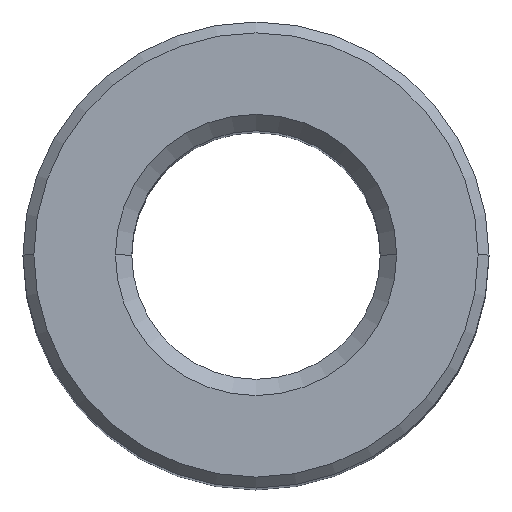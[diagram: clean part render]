
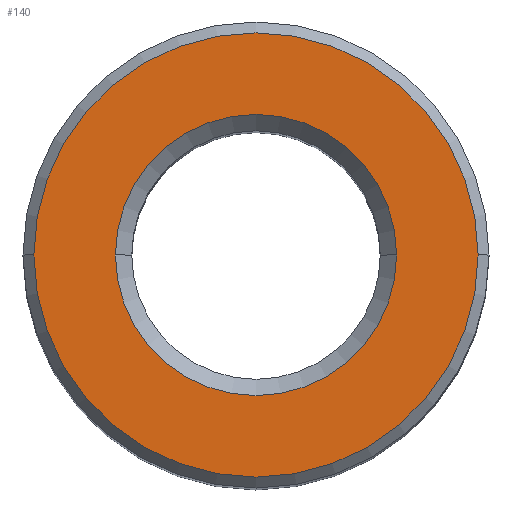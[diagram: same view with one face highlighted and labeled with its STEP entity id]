
A CAD part, top view. The second image highlights one B-rep face of the part: STEP entity #140.
In plain terms, the highlighted planar face has unit normal (0, 0, 1).
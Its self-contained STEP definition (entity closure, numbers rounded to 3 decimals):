
#37 = CIRCLE ( 'NONE', #419, 2.86 ) ;
#60 = CARTESIAN_POINT ( 'NONE',  ( 0., 0., 7.5 ) ) ;
#98 = VERTEX_POINT ( 'NONE', #209 ) ;
#118 = DIRECTION ( 'NONE',  ( 1., 0., 0. ) ) ;
#124 = CARTESIAN_POINT ( 'NONE',  ( 2.86, 0., 7.5 ) ) ;
#137 = CARTESIAN_POINT ( 'NONE',  ( 0., 0., 7.5 ) ) ;
#140 = ADVANCED_FACE ( 'NONE', ( #303, #436 ), #355, .T. ) ;
#147 = ORIENTED_EDGE ( 'NONE', *, *, #243, .T. ) ;
#155 = CARTESIAN_POINT ( 'NONE',  ( 0., 0., 7.5 ) ) ;
#167 = DIRECTION ( 'NONE',  ( 0., 0., 1. ) ) ;
#186 = DIRECTION ( 'NONE',  ( 1., 0., 0. ) ) ;
#190 = ORIENTED_EDGE ( 'NONE', *, *, #435, .T. ) ;
#191 = CARTESIAN_POINT ( 'NONE',  ( -2.86, 0., 7.5 ) ) ;
#199 = ORIENTED_EDGE ( 'NONE', *, *, #331, .T. ) ;
#200 = CIRCLE ( 'NONE', #439, 1.81 ) ;
#209 = CARTESIAN_POINT ( 'NONE',  ( 1.81, 0., 7.5 ) ) ;
#210 = EDGE_LOOP ( 'NONE', ( #190, #199 ) ) ;
#231 = DIRECTION ( 'NONE',  ( 0., 0., -1. ) ) ;
#239 = AXIS2_PLACEMENT_3D ( 'NONE', #447, #302, #383 ) ;
#243 = EDGE_CURVE ( 'NONE', #358, #416, #37, .T. ) ;
#257 = CIRCLE ( 'NONE', #239, 1.81 ) ;
#266 = CARTESIAN_POINT ( 'NONE',  ( 0., 0., 7.5 ) ) ;
#277 = VERTEX_POINT ( 'NONE', #333 ) ;
#279 = EDGE_CURVE ( 'NONE', #416, #358, #354, .T. ) ;
#296 = ORIENTED_EDGE ( 'NONE', *, *, #279, .T. ) ;
#297 = AXIS2_PLACEMENT_3D ( 'NONE', #155, #444, #186 ) ;
#302 = DIRECTION ( 'NONE',  ( 0., 0., -1. ) ) ;
#303 = FACE_BOUND ( 'NONE', #210, .T. ) ;
#308 = EDGE_LOOP ( 'NONE', ( #296, #147 ) ) ;
#310 = DIRECTION ( 'NONE',  ( 1., 0., 0. ) ) ;
#321 = AXIS2_PLACEMENT_3D ( 'NONE', #137, #167, #310 ) ;
#331 = EDGE_CURVE ( 'NONE', #277, #98, #257, .T. ) ;
#333 = CARTESIAN_POINT ( 'NONE',  ( -1.81, 0., 7.5 ) ) ;
#345 = DIRECTION ( 'NONE',  ( 1., 0., 0. ) ) ;
#354 = CIRCLE ( 'NONE', #297, 2.86 ) ;
#355 = PLANE ( 'NONE',  #321 ) ;
#358 = VERTEX_POINT ( 'NONE', #124 ) ;
#369 = DIRECTION ( 'NONE',  ( 0., 0., 1. ) ) ;
#383 = DIRECTION ( 'NONE',  ( 1., 0., 0. ) ) ;
#416 = VERTEX_POINT ( 'NONE', #191 ) ;
#419 = AXIS2_PLACEMENT_3D ( 'NONE', #60, #369, #118 ) ;
#435 = EDGE_CURVE ( 'NONE', #98, #277, #200, .T. ) ;
#436 = FACE_OUTER_BOUND ( 'NONE', #308, .T. ) ;
#439 = AXIS2_PLACEMENT_3D ( 'NONE', #266, #231, #345 ) ;
#444 = DIRECTION ( 'NONE',  ( 0., 0., 1. ) ) ;
#447 = CARTESIAN_POINT ( 'NONE',  ( 0., 0., 7.5 ) ) ;
